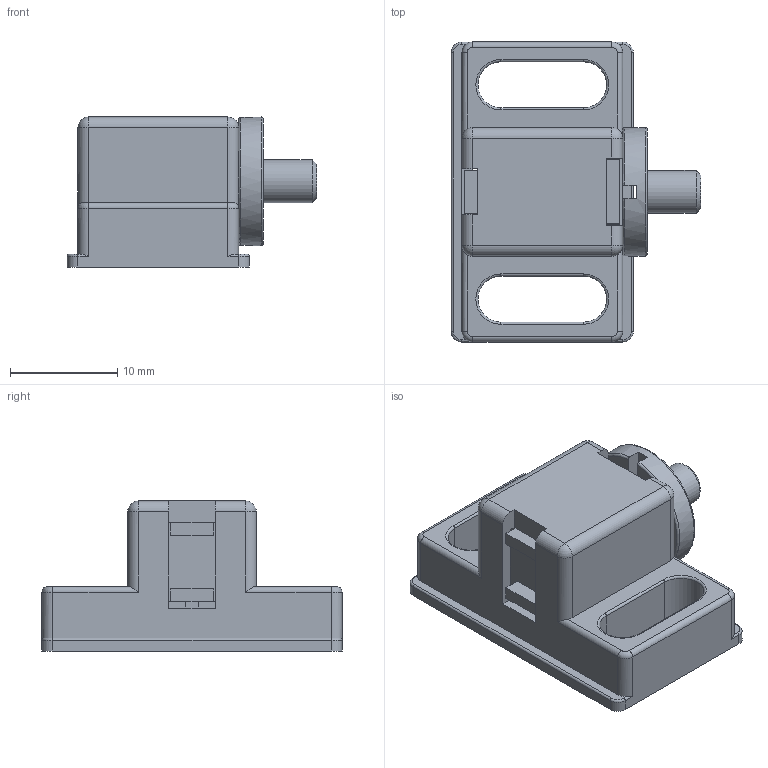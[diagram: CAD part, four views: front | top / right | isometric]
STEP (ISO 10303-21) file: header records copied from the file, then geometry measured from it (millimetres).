
FILE_DESCRIPTION(/* description */ ('STEP AP214'),/* implementation_level */ '2;1');
FILE_NAME(/* name */ '093094',/* time_stamp */ '2022-08-25T09:23:25+02:00',/* author */ ('License CC BY-ND 4.0'),/* organization */ ('CADENAS'),/* preprocessor_version */ 'ST-DEVELOPER v18.102',/* originating_system */ 'PARTsolutions',/* authorisation */ ' ');
FILE_SCHEMA (('AUTOMOTIVE_DESIGN {1 0 10303 214 3 1 1}'));
Length unit declared in the file: millimetre
Products named in the file (3): 093094; 093094-2; 093094-1
Assembly tree (2 placements, depth 2):
  093094
    093094-2
    093094-1
Bounding box: 23.3 x 28 x 14 mm (x, y, z)
Volume: 2929.3 mm3; surface area: 3136.3 mm2
Topology: 2 solids, 2 shells, 122 faces, 322 edges, 198 vertices
Faces by surface type: plane 62, cylinder 40, torus 15, sphere 4, cone 1
Full cylindrical faces by diameter (mm): 4 x1, 12 x1
Entity records: 4533 total; most frequent: CARTESIAN_POINT 675, DIRECTION 642, ORIENTED_EDGE 626, EDGE_CURVE 313, AXIS2_PLACEMENT_3D 216, LINE 210, VECTOR 210, VERTEX_POINT 197
